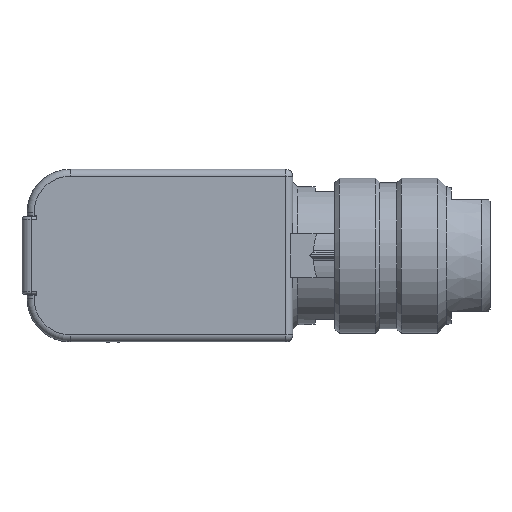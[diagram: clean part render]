
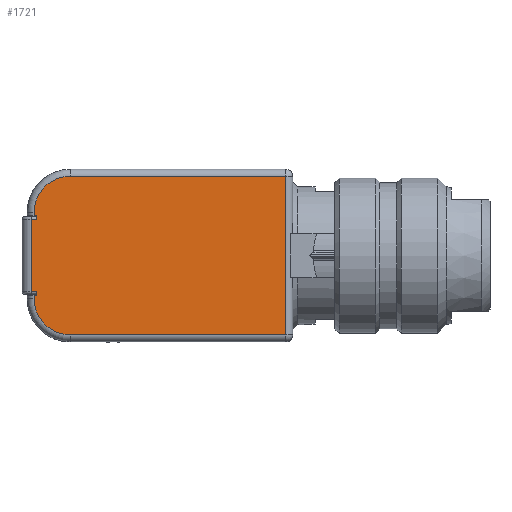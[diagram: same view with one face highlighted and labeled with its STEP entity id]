
A CAD part, top view. The second image highlights one B-rep face of the part: STEP entity #1721.
In plain terms, the highlighted planar face has unit normal (0, 0, 1).
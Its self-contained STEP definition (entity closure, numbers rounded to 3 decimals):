
#789=PLANE('',#16721);
#1721=ADVANCED_FACE('',(#2891),#789,.T.);
#2891=FACE_OUTER_BOUND('',#3873,.T.);
#3873=EDGE_LOOP('',(#8802,#8803,#8804,#8805,#8806,#8807,#8808,#8809,#8810,
#8811,#8812,#8813,#8814,#8815));
#8802=ORIENTED_EDGE('',*,*,#12512,.T.);
#8803=ORIENTED_EDGE('',*,*,#12507,.T.);
#8804=ORIENTED_EDGE('',*,*,#12550,.F.);
#8805=ORIENTED_EDGE('',*,*,#12521,.T.);
#8806=ORIENTED_EDGE('',*,*,#12523,.T.);
#8807=ORIENTED_EDGE('',*,*,#12526,.T.);
#8808=ORIENTED_EDGE('',*,*,#12556,.T.);
#8809=ORIENTED_EDGE('',*,*,#12564,.F.);
#8810=ORIENTED_EDGE('',*,*,#12307,.T.);
#8811=ORIENTED_EDGE('',*,*,#12325,.T.);
#8812=ORIENTED_EDGE('',*,*,#12322,.T.);
#8813=ORIENTED_EDGE('',*,*,#12565,.F.);
#8814=ORIENTED_EDGE('',*,*,#12561,.F.);
#8815=ORIENTED_EDGE('',*,*,#12515,.T.);
#10193=VERTEX_POINT('',#28157);
#10196=VERTEX_POINT('',#28164);
#10206=VERTEX_POINT('',#28206);
#10207=VERTEX_POINT('',#28211);
#10317=VERTEX_POINT('',#28816);
#10320=VERTEX_POINT('',#28823);
#10322=VERTEX_POINT('',#28829);
#10325=VERTEX_POINT('',#28836);
#10328=VERTEX_POINT('',#28844);
#10330=VERTEX_POINT('',#28850);
#10332=VERTEX_POINT('',#28855);
#10333=VERTEX_POINT('',#28860);
#10342=VERTEX_POINT('',#28911);
#10344=VERTEX_POINT('',#28919);
#12307=EDGE_CURVE('',#10196,#10193,#14054,.T.);
#12322=EDGE_CURVE('',#10206,#10207,#14058,.T.);
#12325=EDGE_CURVE('',#10193,#10206,#14061,.T.);
#12507=EDGE_CURVE('',#10320,#10317,#14166,.T.);
#12512=EDGE_CURVE('',#10322,#10320,#13282,.T.);
#12515=EDGE_CURVE('',#10325,#10322,#14169,.T.);
#12521=EDGE_CURVE('',#10328,#10330,#14171,.T.);
#12523=EDGE_CURVE('',#10330,#10332,#13289,.T.);
#12526=EDGE_CURVE('',#10332,#10333,#14172,.T.);
#12550=EDGE_CURVE('',#10328,#10317,#14193,.T.);
#12556=EDGE_CURVE('',#10333,#10342,#14197,.T.);
#12561=EDGE_CURVE('',#10325,#10344,#14202,.T.);
#12564=EDGE_CURVE('',#10196,#10342,#14205,.T.);
#12565=EDGE_CURVE('',#10344,#10207,#14206,.T.);
#13282=CIRCLE('',#16684,4.2);
#13289=CIRCLE('',#16695,4.2);
#14054=LINE('',#28166,#14935);
#14058=LINE('',#28213,#14939);
#14061=LINE('',#28217,#14942);
#14166=LINE('',#28822,#15047);
#14169=LINE('',#28838,#15050);
#14171=LINE('',#28851,#15052);
#14172=LINE('',#28862,#15053);
#14193=LINE('',#28899,#15074);
#14197=LINE('',#28910,#15078);
#14202=LINE('',#28918,#15083);
#14205=LINE('',#28928,#15086);
#14206=LINE('',#28929,#15087);
#14935=VECTOR('',#20321,1.);
#14939=VECTOR('',#20353,1.);
#14942=VECTOR('',#20358,1.);
#15047=VECTOR('',#20741,1.);
#15050=VECTOR('',#20758,1.);
#15052=VECTOR('',#20772,1.);
#15053=VECTOR('',#20785,1.);
#15074=VECTOR('',#20832,1.);
#15078=VECTOR('',#20842,1.);
#15083=VECTOR('',#20849,1.);
#15086=VECTOR('',#20862,1.);
#15087=VECTOR('',#20863,1.);
#16684=AXIS2_PLACEMENT_3D('',#28832,#20751,#20752);
#16695=AXIS2_PLACEMENT_3D('',#28856,#20777,#20778);
#16721=AXIS2_PLACEMENT_3D('',#28930,#20864,#20865);
#20321=DIRECTION('',(-1.,0.,0.));
#20353=DIRECTION('',(1.,0.,0.));
#20358=DIRECTION('',(0.,-1.,0.));
#20741=DIRECTION('',(1.,0.,0.));
#20751=DIRECTION('',(0.,0.,1.));
#20752=DIRECTION('',(-1.,0.,0.));
#20758=DIRECTION('',(0.,-1.,0.));
#20772=DIRECTION('',(-1.,0.,0.));
#20777=DIRECTION('',(0.,0.,1.));
#20778=DIRECTION('',(-1.,0.,0.));
#20785=DIRECTION('',(0.,-1.,0.));
#20832=DIRECTION('',(0.,-1.,0.));
#20842=DIRECTION('',(1.,0.,0.));
#20849=DIRECTION('',(1.,0.,0.));
#20862=DIRECTION('',(0.,1.,0.));
#20863=DIRECTION('',(0.,1.,0.));
#20864=DIRECTION('',(0.,0.,1.));
#20865=DIRECTION('',(-1.,0.,0.));
#28157=CARTESIAN_POINT('',(-30.3,4.2,10.7));
#28164=CARTESIAN_POINT('',(-29.7,4.2,10.7));
#28166=CARTESIAN_POINT('',(-29.7,4.2,10.7));
#28206=CARTESIAN_POINT('',(-30.3,-4.2,10.7));
#28211=CARTESIAN_POINT('',(-29.7,-4.2,10.7));
#28213=CARTESIAN_POINT('',(-29.7,-4.2,10.7));
#28217=CARTESIAN_POINT('',(-30.3,-4.5,10.7));
#28816=CARTESIAN_POINT('',(-0.8,-9.2,10.7));
#28822=CARTESIAN_POINT('',(-10.4,-9.2,10.7));
#28823=CARTESIAN_POINT('',(-25.8,-9.2,10.7));
#28829=CARTESIAN_POINT('',(-30.,-5.,10.7));
#28832=CARTESIAN_POINT('',(-25.8,-5.,10.7));
#28836=CARTESIAN_POINT('',(-30.,-4.6,10.7));
#28838=CARTESIAN_POINT('',(-30.,-5.,10.7));
#28844=CARTESIAN_POINT('',(-0.8,9.2,10.7));
#28850=CARTESIAN_POINT('',(-25.8,9.2,10.7));
#28851=CARTESIAN_POINT('',(-10.4,9.2,10.7));
#28855=CARTESIAN_POINT('',(-30.,5.,10.7));
#28856=CARTESIAN_POINT('',(-25.8,5.,10.7));
#28860=CARTESIAN_POINT('',(-30.,4.6,10.7));
#28862=CARTESIAN_POINT('',(-30.,-5.,10.7));
#28899=CARTESIAN_POINT('',(-0.8,2.55,10.7));
#28910=CARTESIAN_POINT('',(-29.7,4.6,10.7));
#28911=CARTESIAN_POINT('',(-29.7,4.6,10.7));
#28918=CARTESIAN_POINT('',(-29.7,-4.6,10.7));
#28919=CARTESIAN_POINT('',(-29.7,-4.6,10.7));
#28928=CARTESIAN_POINT('',(-29.7,-4.6,10.7));
#28929=CARTESIAN_POINT('',(-29.7,-4.6,10.7));
#28930=CARTESIAN_POINT('',(-10.4,-5.,10.7));
